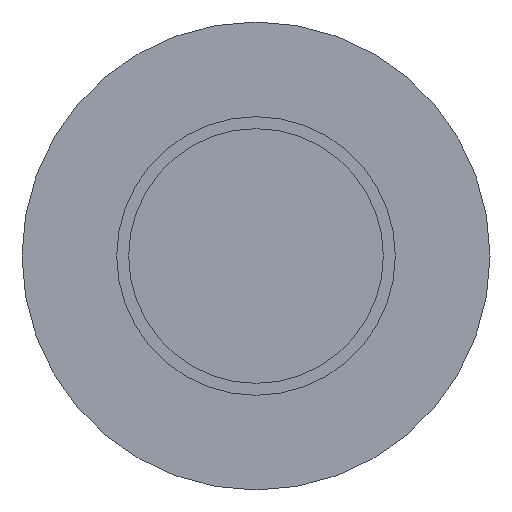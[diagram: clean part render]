
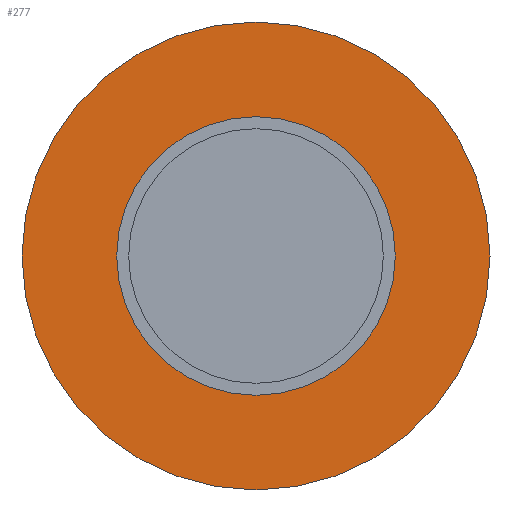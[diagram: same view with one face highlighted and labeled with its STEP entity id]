
A CAD part, front view. The second image highlights one B-rep face of the part: STEP entity #277.
In plain terms, the highlighted planar face has unit normal (0, -1, 0).
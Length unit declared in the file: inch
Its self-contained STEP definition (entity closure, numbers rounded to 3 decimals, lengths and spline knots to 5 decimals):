
#15=FACE_BOUND('',#95,.T.);
#18=PLANE('',#327);
#78=FACE_OUTER_BOUND('',#94,.T.);
#94=EDGE_LOOP('',(#215,#216));
#95=EDGE_LOOP('',(#217,#218));
#117=CIRCLE('',#321,0.0875);
#118=CIRCLE('',#322,0.0875);
#119=CIRCLE('',#324,0.147);
#120=CIRCLE('',#325,0.147);
#131=VERTEX_POINT('',#446);
#132=VERTEX_POINT('',#448);
#133=VERTEX_POINT('',#452);
#134=VERTEX_POINT('',#453);
#160=EDGE_CURVE('',#131,#132,#117,.T.);
#161=EDGE_CURVE('',#132,#131,#118,.T.);
#162=EDGE_CURVE('',#133,#134,#119,.T.);
#163=EDGE_CURVE('',#134,#133,#120,.T.);
#215=ORIENTED_EDGE('',*,*,#162,.T.);
#216=ORIENTED_EDGE('',*,*,#163,.T.);
#217=ORIENTED_EDGE('',*,*,#161,.F.);
#218=ORIENTED_EDGE('',*,*,#160,.F.);
#277=ADVANCED_FACE('',(#78,#15),#18,.T.);
#321=AXIS2_PLACEMENT_3D('',#449,#369,#370);
#322=AXIS2_PLACEMENT_3D('',#450,#371,#372);
#324=AXIS2_PLACEMENT_3D('',#454,#375,#376);
#325=AXIS2_PLACEMENT_3D('',#455,#377,#378);
#327=AXIS2_PLACEMENT_3D('',#470,#388,#389);
#369=DIRECTION('center_axis',(0.,-1.,0.));
#370=DIRECTION('ref_axis',(1.,0.,0.));
#371=DIRECTION('center_axis',(0.,-1.,0.));
#372=DIRECTION('ref_axis',(1.,0.,0.));
#375=DIRECTION('center_axis',(0.,-1.,0.));
#376=DIRECTION('ref_axis',(1.,0.,0.));
#377=DIRECTION('center_axis',(0.,-1.,0.));
#378=DIRECTION('ref_axis',(1.,0.,0.));
#388=DIRECTION('center_axis',(0.,-1.,0.));
#389=DIRECTION('ref_axis',(0.,0.,-1.));
#446=CARTESIAN_POINT('',(-0.0875,0.,0.));
#448=CARTESIAN_POINT('',(0.0875,0.,0.));
#449=CARTESIAN_POINT('Origin',(0.,0.,
0.));
#450=CARTESIAN_POINT('Origin',(0.,0.,
0.));
#452=CARTESIAN_POINT('',(0.147,0.,0.));
#453=CARTESIAN_POINT('',(-0.147,0.,0.));
#454=CARTESIAN_POINT('Origin',(0.,0.,
0.));
#455=CARTESIAN_POINT('Origin',(0.,0.,
0.));
#470=CARTESIAN_POINT('Origin',(0.147,0.,0.));
